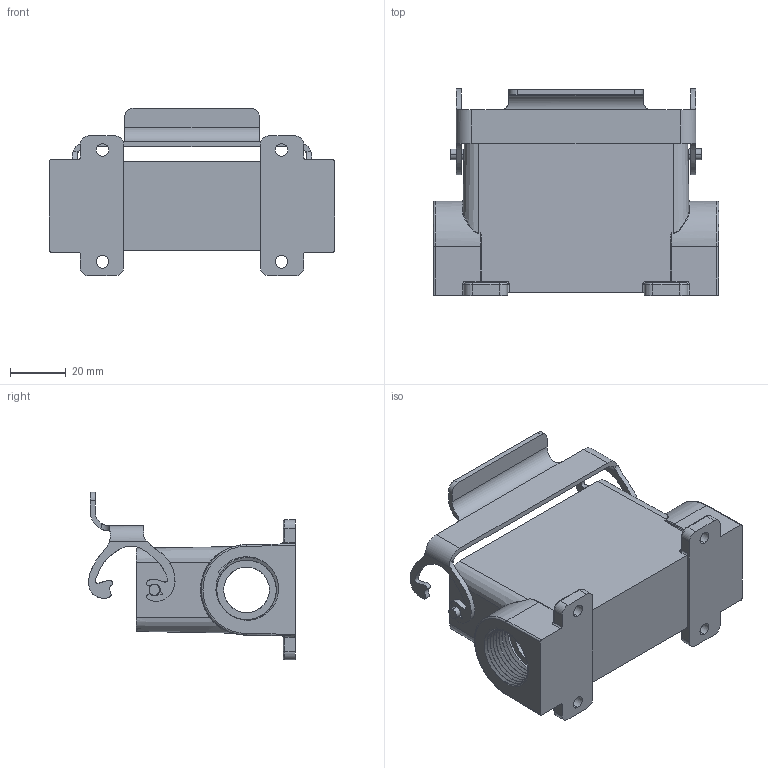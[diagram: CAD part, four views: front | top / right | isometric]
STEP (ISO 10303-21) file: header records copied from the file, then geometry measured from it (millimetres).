
FILE_DESCRIPTION (( 'STEP AP214' ), '1' );
FILE_NAME ('ZP-MC16A-2-SSM16M.step', '2015-08-12T18:05:14', ( '' ), ( '' ), 'SwSTEP 2.0', 'SolidWorks 2014', '' );
FILE_SCHEMA (( 'AUTOMOTIVE_DESIGN' ));
Length unit declared in the file: millimetre
Products named in the file (1): ZP-MC16A-2-SSM16M
Bounding box: 102 x 73.99 x 59.93 mm (x, y, z)
Volume: 63943 mm3; surface area: 40291.1 mm2
Topology: 2 solids, 2 shells, 310 faces, 815 edges, 512 vertices
Faces by surface type: cylinder 147, plane 89, bspline 46, torus 20, cone 8
Entity records: 14293 total; most frequent: CARTESIAN_POINT 5880, ORIENTED_EDGE 1622, DIRECTION 1329, EDGE_CURVE 811, VERTEX_POINT 512, AXIS2_PLACEMENT_3D 481, VECTOR 367, LINE 367
